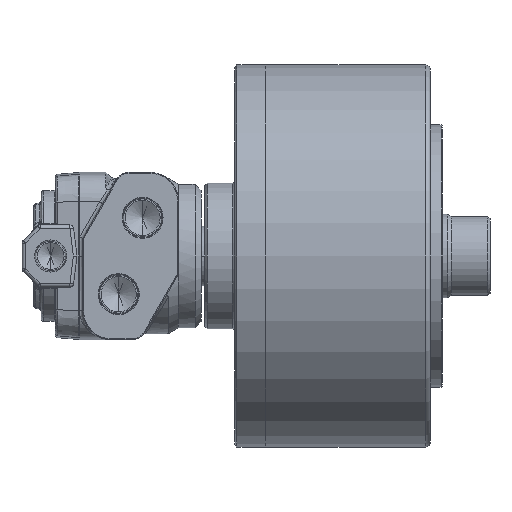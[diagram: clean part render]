
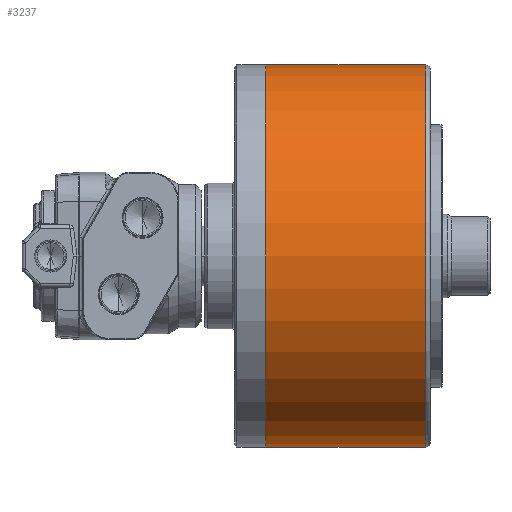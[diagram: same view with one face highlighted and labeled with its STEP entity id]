
A CAD part, front view. The second image highlights one B-rep face of the part: STEP entity #3237.
In plain terms, the highlighted cylindrical face has radius 80 mm (diameter 160 mm), a partial arc.
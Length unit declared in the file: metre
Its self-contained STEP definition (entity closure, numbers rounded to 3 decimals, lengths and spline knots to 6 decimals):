
#2246 = CARTESIAN_POINT ( 'NONE',  ( 0.067, 0., -0.08 ) ) ;
#2395 = CARTESIAN_POINT ( 'NONE',  ( 0.067, 0., 0.08 ) ) ;
#3111 = VERTEX_POINT ( 'NONE', #7134 ) ;
#3112 = EDGE_CURVE ( 'NONE', #11359, #3127, #7159, .T. ) ;
#3127 = VERTEX_POINT ( 'NONE', #7133 ) ;
#3158 = ORIENTED_EDGE ( 'NONE', *, *, #3231, .F. ) ;
#3162 = EDGE_CURVE ( 'NONE', #11258, #11359, #6723, .T. ) ;
#3164 = ORIENTED_EDGE ( 'NONE', *, *, #3172, .F. ) ;
#3172 = EDGE_CURVE ( 'NONE', #11258, #3111, #7216, .T. ) ;
#3218 = ORIENTED_EDGE ( 'NONE', *, *, #3162, .T. ) ;
#3220 = ORIENTED_EDGE ( 'NONE', *, *, #3112, .T. ) ;
#3231 = EDGE_CURVE ( 'NONE', #3111, #3127, #7276, .T. ) ;
#3237 = ADVANCED_FACE ( 'NONE', ( #7344 ), #7327, .T. ) ;
#3238 = EDGE_LOOP ( 'NONE', ( #3164, #3218, #3220, #3158 ) ) ;
#6506 = CARTESIAN_POINT ( 'NONE',  ( 0.067, 0., 0. ) ) ;
#6512 = DIRECTION ( 'NONE',  ( -1., 0., 0. ) ) ;
#6723 = CIRCLE ( 'NONE', #6759, 0.08 ) ;
#6759 = AXIS2_PLACEMENT_3D ( 'NONE', #6506, #6512, #6835 ) ;
#6835 = DIRECTION ( 'NONE',  ( 0., 0., 1. ) ) ;
#7133 = CARTESIAN_POINT ( 'NONE',  ( 0., 0., 0.08 ) ) ;
#7134 = CARTESIAN_POINT ( 'NONE',  ( 0., 0., -0.08 ) ) ;
#7159 = LINE ( 'NONE', #7163, #7162 ) ;
#7162 = VECTOR ( 'NONE', #7168, 1. ) ;
#7163 = CARTESIAN_POINT ( 'NONE',  ( 0., 0., 0.08 ) ) ;
#7168 = DIRECTION ( 'NONE',  ( -1., 0., 0. ) ) ;
#7180 = CARTESIAN_POINT ( 'NONE',  ( 0., 0., -0.08 ) ) ;
#7204 = DIRECTION ( 'NONE',  ( -1., 0., 0. ) ) ;
#7205 = VECTOR ( 'NONE', #7204, 1. ) ;
#7216 = LINE ( 'NONE', #7180, #7205 ) ;
#7276 = CIRCLE ( 'NONE', #7294, 0.08 ) ;
#7291 = DIRECTION ( 'NONE',  ( 0., 0., 1. ) ) ;
#7292 = DIRECTION ( 'NONE',  ( -1., 0., 0. ) ) ;
#7293 = CARTESIAN_POINT ( 'NONE',  ( 0., 0., 0. ) ) ;
#7294 = AXIS2_PLACEMENT_3D ( 'NONE', #7293, #7292, #7291 ) ;
#7327 = CYLINDRICAL_SURFACE ( 'NONE', #7329, 0.08 ) ;
#7329 = AXIS2_PLACEMENT_3D ( 'NONE', #7350, #7354, #7356 ) ;
#7344 = FACE_OUTER_BOUND ( 'NONE', #3238, .T. ) ;
#7350 = CARTESIAN_POINT ( 'NONE',  ( 0., 0., 0. ) ) ;
#7354 = DIRECTION ( 'NONE',  ( -1., 0., 0. ) ) ;
#7356 = DIRECTION ( 'NONE',  ( 0., 0., 1. ) ) ;
#11258 = VERTEX_POINT ( 'NONE', #2246 ) ;
#11359 = VERTEX_POINT ( 'NONE', #2395 ) ;
